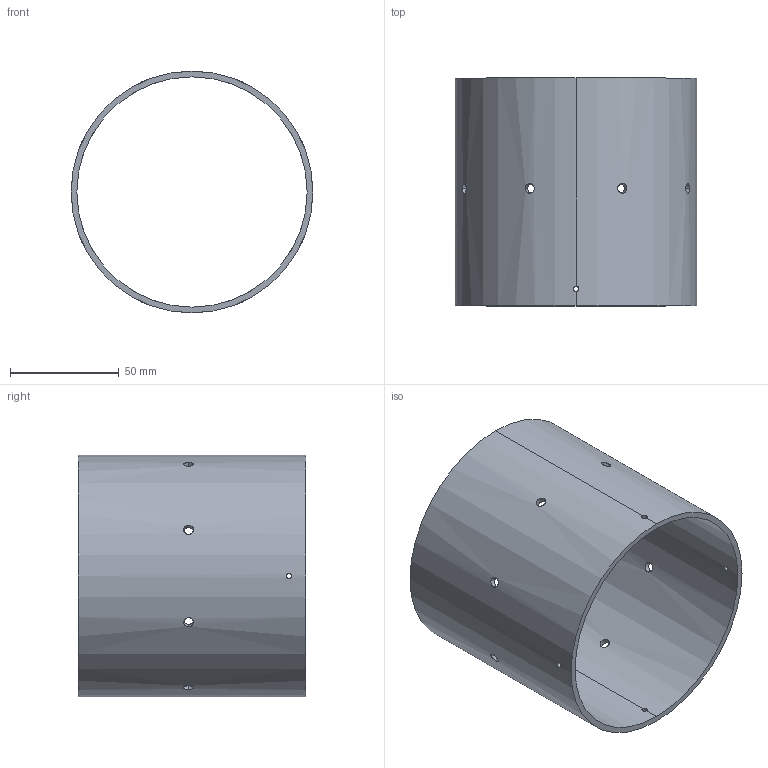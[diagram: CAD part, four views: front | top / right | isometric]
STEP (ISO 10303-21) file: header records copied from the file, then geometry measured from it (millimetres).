
FILE_DESCRIPTION (( 'STEP AP214' ), '1' );
FILE_NAME ('TMPLT-AF-UPR-416 Template, Hole Marking, Upper Airframe Tube, Mojave Sphinx.STEP', '2024-08-17T20:34:04', ( '' ), ( '' ), 'SwSTEP 2.0', 'SolidWorks 2022', '' );
FILE_SCHEMA (( 'AUTOMOTIVE_DESIGN' ));
Length unit declared in the file: inch
Products named in the file (1): TMPLT-AF-UPR-416 Template, Hole Marking, Upper Airframe Tube, Mojave Sphinx
Bounding box: 111.25 x 104.78 x 111.25 mm (x, y, z)
Volume: 94052.9 mm3; surface area: 73391.3 mm2
Topology: 1 solids, 1 shells, 30 faces, 96 edges, 64 vertices
Faces by surface type: cylinder 28, plane 2
Entity records: 2262 total; most frequent: CARTESIAN_POINT 1399, ORIENTED_EDGE 192, DIRECTION 110, EDGE_CURVE 96, VERTEX_POINT 64, B_SPLINE_CURVE_WITH_KNOTS 56, EDGE_LOOP 52, AXIS2_PLACEMENT_3D 39
